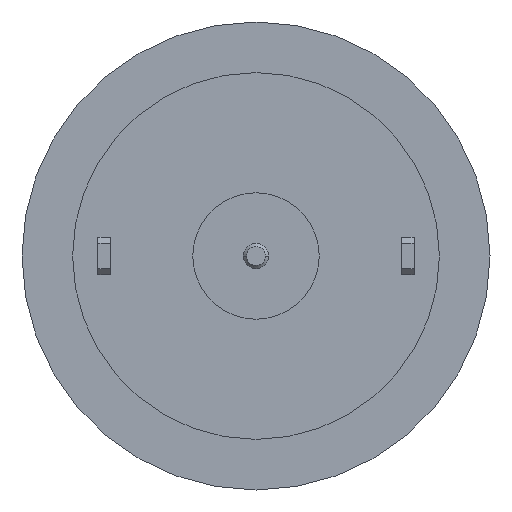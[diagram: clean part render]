
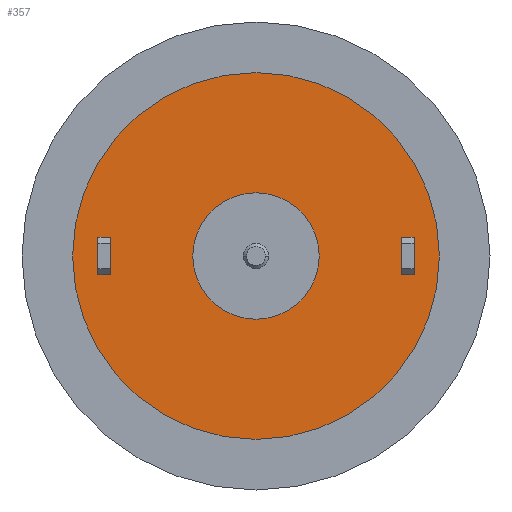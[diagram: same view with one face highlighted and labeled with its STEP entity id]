
A CAD part, left-side view. The second image highlights one B-rep face of the part: STEP entity #357.
In plain terms, the highlighted planar face has unit normal (-1, 0, 0).
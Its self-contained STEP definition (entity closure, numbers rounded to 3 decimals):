
#110=CARTESIAN_POINT('Axis2P3D Location',(-37.8,0.,0.)) ;
#114=CARTESIAN_POINT('Vertex',(-37.8,14.5,0.)) ;
#116=CARTESIAN_POINT('Vertex',(-37.8,-14.5,0.)) ;
#145=CARTESIAN_POINT('Axis2P3D Location',(-37.8,0.,0.)) ;
#242=CARTESIAN_POINT('Vertex',(-37.8,5.,0.)) ;
#245=CARTESIAN_POINT('Axis2P3D Location',(-37.8,0.,0.)) ;
#249=CARTESIAN_POINT('Vertex',(-37.8,-5.,0.)) ;
#264=CARTESIAN_POINT('Axis2P3D Location',(-37.8,0.,0.)) ;
#276=CARTESIAN_POINT('Axis2P3D Location',(-37.8,0.,0.)) ;
#289=CARTESIAN_POINT('Line Origine',(-37.8,-12.5,0.)) ;
#293=CARTESIAN_POINT('Vertex',(-37.8,-12.5,-1.5)) ;
#295=CARTESIAN_POINT('Vertex',(-37.8,-12.5,1.5)) ;
#298=CARTESIAN_POINT('Line Origine',(-37.8,-12.,-1.5)) ;
#302=CARTESIAN_POINT('Vertex',(-37.8,-11.5,-1.5)) ;
#305=CARTESIAN_POINT('Line Origine',(-37.8,-11.5,0.)) ;
#309=CARTESIAN_POINT('Vertex',(-37.8,-11.5,1.5)) ;
#312=CARTESIAN_POINT('Line Origine',(-37.8,-12.,1.5)) ;
#323=CARTESIAN_POINT('Line Origine',(-37.8,12.5,0.)) ;
#327=CARTESIAN_POINT('Vertex',(-37.8,12.5,1.5)) ;
#329=CARTESIAN_POINT('Vertex',(-37.8,12.5,-1.5)) ;
#332=CARTESIAN_POINT('Line Origine',(-37.8,12.,1.5)) ;
#336=CARTESIAN_POINT('Vertex',(-37.8,11.5,1.5)) ;
#339=CARTESIAN_POINT('Line Origine',(-37.8,11.5,0.)) ;
#343=CARTESIAN_POINT('Vertex',(-37.8,11.5,-1.5)) ;
#346=CARTESIAN_POINT('Line Origine',(-37.8,12.,-1.5)) ;
#111=DIRECTION('Axis2P3D Direction',(1.,0.,0.)) ;
#146=DIRECTION('Axis2P3D Direction',(1.,0.,0.)) ;
#246=DIRECTION('Axis2P3D Direction',(-1.,-0.,0.)) ;
#265=DIRECTION('Axis2P3D Direction',(-1.,-0.,0.)) ;
#277=DIRECTION('Axis2P3D Direction',(1.,0.,0.)) ;
#278=DIRECTION('Axis2P3D XDirection',(0.,1.,0.)) ;
#290=DIRECTION('Vector Direction',(0.,0.,1.)) ;
#299=DIRECTION('Vector Direction',(0.,1.,0.)) ;
#306=DIRECTION('Vector Direction',(0.,0.,-1.)) ;
#313=DIRECTION('Vector Direction',(0.,-1.,0.)) ;
#324=DIRECTION('Vector Direction',(0.,0.,1.)) ;
#333=DIRECTION('Vector Direction',(0.,1.,0.)) ;
#340=DIRECTION('Vector Direction',(0.,0.,-1.)) ;
#347=DIRECTION('Vector Direction',(0.,-1.,0.)) ;
#112=AXIS2_PLACEMENT_3D('Circle Axis2P3D',#110,#111,$) ;
#147=AXIS2_PLACEMENT_3D('Circle Axis2P3D',#145,#146,$) ;
#247=AXIS2_PLACEMENT_3D('Circle Axis2P3D',#245,#246,$) ;
#266=AXIS2_PLACEMENT_3D('Circle Axis2P3D',#264,#265,$) ;
#279=AXIS2_PLACEMENT_3D('Plane Axis2P3D',#276,#277,#278) ;
#282=ORIENTED_EDGE('',*,*,#149,.F.) ;
#283=ORIENTED_EDGE('',*,*,#118,.F.) ;
#286=ORIENTED_EDGE('',*,*,#251,.F.) ;
#287=ORIENTED_EDGE('',*,*,#268,.F.) ;
#318=ORIENTED_EDGE('',*,*,#297,.F.) ;
#319=ORIENTED_EDGE('',*,*,#304,.F.) ;
#320=ORIENTED_EDGE('',*,*,#311,.F.) ;
#321=ORIENTED_EDGE('',*,*,#316,.F.) ;
#352=ORIENTED_EDGE('',*,*,#331,.F.) ;
#353=ORIENTED_EDGE('',*,*,#338,.F.) ;
#354=ORIENTED_EDGE('',*,*,#345,.F.) ;
#355=ORIENTED_EDGE('',*,*,#350,.F.) ;
#288=FACE_BOUND('',#285,.T.) ;
#322=FACE_BOUND('',#317,.T.) ;
#356=FACE_BOUND('',#351,.T.) ;
#291=VECTOR('Line Direction',#290,1.) ;
#300=VECTOR('Line Direction',#299,1.) ;
#307=VECTOR('Line Direction',#306,1.) ;
#314=VECTOR('Line Direction',#313,1.) ;
#325=VECTOR('Line Direction',#324,1.) ;
#334=VECTOR('Line Direction',#333,1.) ;
#341=VECTOR('Line Direction',#340,1.) ;
#348=VECTOR('Line Direction',#347,1.) ;
#357=ADVANCED_FACE('PartBody',(#284,#288,#322,#356),#280,.F.) ;
#113=CIRCLE('generated circle',#112,14.5) ;
#148=CIRCLE('generated circle',#147,14.5) ;
#248=CIRCLE('generated circle',#247,5.) ;
#267=CIRCLE('generated circle',#266,5.) ;
#118=EDGE_CURVE('',#115,#117,#113,.T.) ;
#149=EDGE_CURVE('',#117,#115,#148,.T.) ;
#251=EDGE_CURVE('',#243,#250,#248,.T.) ;
#268=EDGE_CURVE('',#250,#243,#267,.T.) ;
#297=EDGE_CURVE('',#294,#296,#292,.T.) ;
#304=EDGE_CURVE('',#303,#294,#301,.F.) ;
#311=EDGE_CURVE('',#310,#303,#308,.T.) ;
#316=EDGE_CURVE('',#296,#310,#315,.F.) ;
#331=EDGE_CURVE('',#328,#330,#326,.F.) ;
#338=EDGE_CURVE('',#337,#328,#335,.T.) ;
#345=EDGE_CURVE('',#344,#337,#342,.F.) ;
#350=EDGE_CURVE('',#330,#344,#349,.T.) ;
#281=EDGE_LOOP('',(#282,#283)) ;
#285=EDGE_LOOP('',(#286,#287)) ;
#317=EDGE_LOOP('',(#318,#319,#320,#321)) ;
#351=EDGE_LOOP('',(#352,#353,#354,#355)) ;
#284=FACE_OUTER_BOUND('',#281,.T.) ;
#292=LINE('Line',#289,#291) ;
#301=LINE('Line',#298,#300) ;
#308=LINE('Line',#305,#307) ;
#315=LINE('Line',#312,#314) ;
#326=LINE('Line',#323,#325) ;
#335=LINE('Line',#332,#334) ;
#342=LINE('Line',#339,#341) ;
#349=LINE('Line',#346,#348) ;
#280=PLANE('',#279) ;
#115=VERTEX_POINT('',#114) ;
#117=VERTEX_POINT('',#116) ;
#243=VERTEX_POINT('',#242) ;
#250=VERTEX_POINT('',#249) ;
#294=VERTEX_POINT('',#293) ;
#296=VERTEX_POINT('',#295) ;
#303=VERTEX_POINT('',#302) ;
#310=VERTEX_POINT('',#309) ;
#328=VERTEX_POINT('',#327) ;
#330=VERTEX_POINT('',#329) ;
#337=VERTEX_POINT('',#336) ;
#344=VERTEX_POINT('',#343) ;
